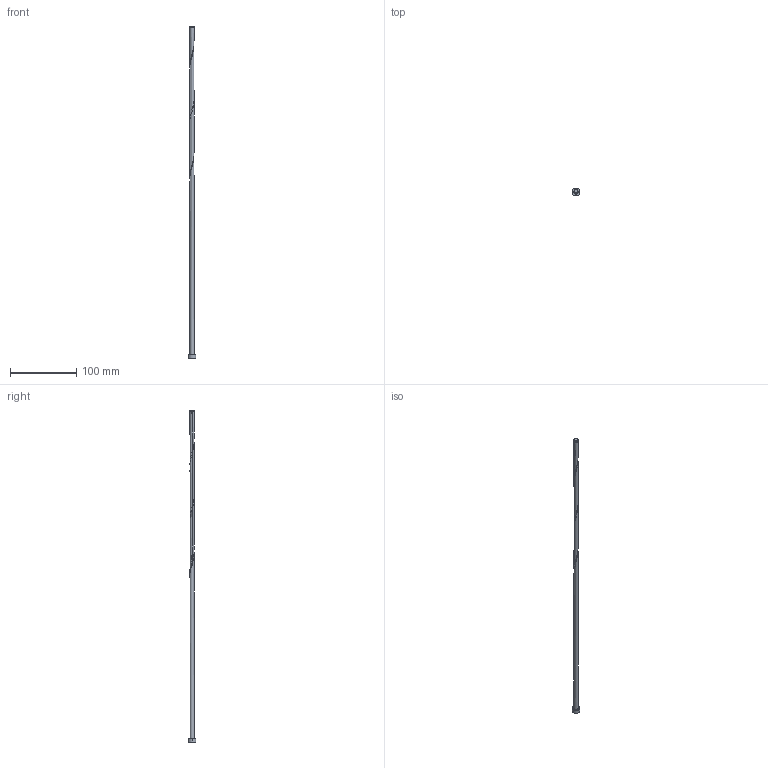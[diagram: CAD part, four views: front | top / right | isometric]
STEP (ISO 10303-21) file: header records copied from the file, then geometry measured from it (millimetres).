
FILE_DESCRIPTION (( 'STEP AP203' ), '1' );
FILE_NAME ('6cf4.STEP', '2025-03-20T00:34:41', ( '' ), ( '' ), 'SwSTEP 2.0', 'SolidWorks 2019', '' );
FILE_SCHEMA (( 'CONFIG_CONTROL_DESIGN' ));
Length unit declared in the file: millimetre
Products named in the file (1): 6cf4
Bounding box: 12 x 12 x 500 mm (x, y, z)
Volume: 18706.1 mm3; surface area: 13470.3 mm2
Topology: 1 solids, 1 shells, 16 faces, 38 edges, 26 vertices
Faces by surface type: cylinder 9, plane 6, bspline 1
Entity records: 1969 total; most frequent: CARTESIAN_POINT 1512, DIRECTION 83, ORIENTED_EDGE 80, EDGE_CURVE 40, AXIS2_PLACEMENT_3D 36, VERTEX_POINT 28, CIRCLE 20, EDGE_LOOP 18
